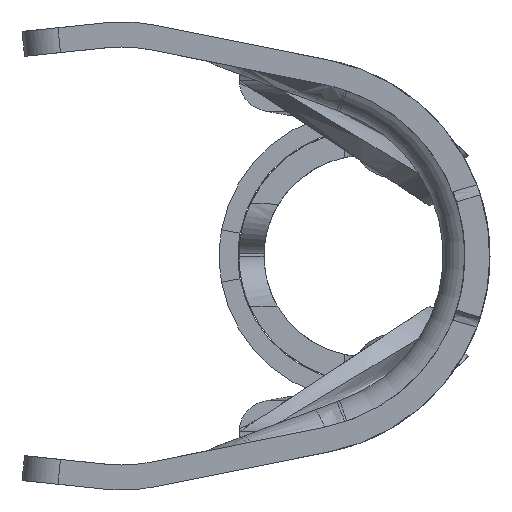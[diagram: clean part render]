
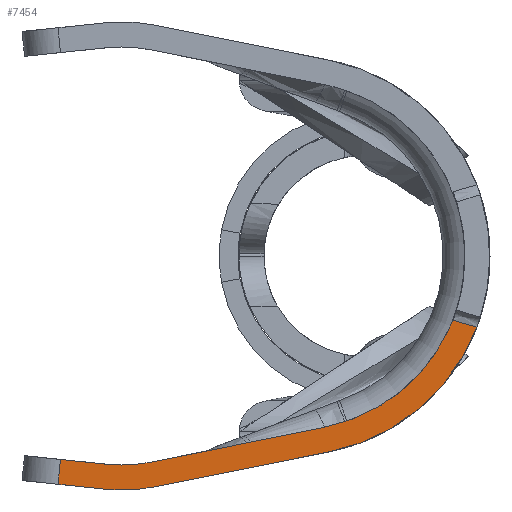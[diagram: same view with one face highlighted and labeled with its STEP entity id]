
A CAD part, left-side view. The second image highlights one B-rep face of the part: STEP entity #7454.
In plain terms, the highlighted planar face has unit normal (-0.999, 0.035, 0).
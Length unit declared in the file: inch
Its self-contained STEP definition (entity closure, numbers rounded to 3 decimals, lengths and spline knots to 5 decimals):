
#19 = EDGE_CURVE ( 'NONE', #16345, #14040, #8097, .T. ) ;
#38 = CARTESIAN_POINT ( 'NONE',  ( -1.97537, 0.03195, -0.13726 ) ) ;
#171 = VECTOR ( 'NONE', #209, 39.37008 ) ;
#173 = CARTESIAN_POINT ( 'NONE',  ( -1.97919, -0.07719, -0.05336 ) ) ;
#209 = DIRECTION ( 'NONE',  ( -0.035, -0.994, -0.104 ) ) ;
#363 = CARTESIAN_POINT ( 'NONE',  ( -1.96885, 0.21888, -0.18571 ) ) ;
#398 = CARTESIAN_POINT ( 'NONE',  ( -1.97018, 0.18083, -0.18755 ) ) ;
#645 = CARTESIAN_POINT ( 'NONE',  ( -1.97908, -0.07405, -0.042 ) ) ;
#664 = B_SPLINE_CURVE_WITH_KNOTS ( 'NONE', 3,
 ( #15194, #939, #7273, #13618 ),
 .UNSPECIFIED., .F., .F.,
 ( 4, 4 ),
 ( 0., 0.00026 ),
 .UNSPECIFIED. ) ;
#777 = CARTESIAN_POINT ( 'NONE',  ( -1.97052, 0.17088, -0.16515 ) ) ;
#921 = CARTESIAN_POINT ( 'NONE',  ( -1.97963, -0.09, -0.05701 ) ) ;
#939 = CARTESIAN_POINT ( 'NONE',  ( -1.97901, -0.07204, -0.04841 ) ) ;
#1206 = DIRECTION ( 'NONE',  ( 0.035, 0.999, 0. ) ) ;
#1723 = CARTESIAN_POINT ( 'NONE',  ( -1.97937, -0.08245, -0.05485 ) ) ;
#2197 = CARTESIAN_POINT ( 'NONE',  ( -1.97052, 0.17088, -0.16515 ) ) ;
#2202 = CARTESIAN_POINT ( 'NONE',  ( -1.97537, 0.03195, -0.13726 ) ) ;
#2534 = CARTESIAN_POINT ( 'NONE',  ( -1.97517, 0.03775, -0.15883 ) ) ;
#2574 = EDGE_CURVE ( 'NONE', #19299, #3872, #14615, .T. ) ;
#2757 = PLANE ( 'NONE',  #3047 ) ;
#3047 = AXIS2_PLACEMENT_3D ( 'NONE', #9101, #15465, #1206 ) ;
#3076 = VERTEX_POINT ( 'NONE', #16393 ) ;
#3241 = CARTESIAN_POINT ( 'NONE',  ( -1.97963, -0.09, -0.05701 ) ) ;
#3274 = CARTESIAN_POINT ( 'NONE',  ( -1.97954, -0.08732, -0.05624 ) ) ;
#3350 =( BOUNDED_CURVE ( )  B_SPLINE_CURVE ( 3, ( #14649, #398, #6729, #13069 ),
 .UNSPECIFIED., .F., .T. ) 
 B_SPLINE_CURVE_WITH_KNOTS ( ( 4, 4 ),
 ( 1.37268, 1.67508 ),
 .UNSPECIFIED. ) 
 CURVE ( )  GEOMETRIC_REPRESENTATION_ITEM ( )  RATIONAL_B_SPLINE_CURVE ( ( 1., 0.992, 0.992, 1. ) ) 
 REPRESENTATION_ITEM ( '' )  );
#3750 = CARTESIAN_POINT ( 'NONE',  ( -1.96926, 0.20699, -0.16685 ) ) ;
#3872 = VERTEX_POINT ( 'NONE', #7629 ) ;
#4213 = EDGE_CURVE ( 'NONE', #16345, #3872, #5887, .T. ) ;
#4661 = EDGE_CURVE ( 'NONE', #15496, #20127, #14231, .T. ) ;
#4777 = CARTESIAN_POINT ( 'NONE',  ( -1.96926, 0.20699, -0.16685 ) ) ;
#4823 = ORIENTED_EDGE ( 'NONE', *, *, #8599, .F. ) ;
#4941 = CARTESIAN_POINT ( 'NONE',  ( -1.97897, -0.07103, -0.05161 ) ) ;
#5425 = CARTESIAN_POINT ( 'NONE',  ( -1.96919, 0.20907, -0.18674 ) ) ;
#5887 = LINE ( 'NONE', #12223, #14710 ) ;
#6315 = DIRECTION ( 'NONE',  ( -0.034, -0.98, 0.197 ) ) ;
#6345 = B_SPLINE_CURVE_WITH_KNOTS ( 'NONE', 3,
 ( #11192, #17543, #3274, #9616, #15980, #1723, #8057, #14414, #173, #6502, #12844, #19221, #4941 ),
 .UNSPECIFIED., .F., .F.,
 ( 4, 3, 3, 3, 4 ),
 ( 0., 0.00011, 0.00025, 0.00038, 0.0005 ),
 .UNSPECIFIED. ) ;
#6502 = CARTESIAN_POINT ( 'NONE',  ( -1.97913, -0.07545, -0.05287 ) ) ;
#6645 = EDGE_CURVE ( 'NONE', #3076, #18025, #664, .T. ) ;
#6693 = DIRECTION ( 'NONE',  ( 0.035, 0.994, 0.104 ) ) ;
#6729 = CARTESIAN_POINT ( 'NONE',  ( -1.96968, 0.19498, -0.18821 ) ) ;
#6764 = EDGE_CURVE ( 'NONE', #20581, #19299, #3350, .T. ) ;
#7135 = VECTOR ( 'NONE', #6315, 39.37008 ) ;
#7254 = CARTESIAN_POINT ( 'NONE',  ( -1.97893, -0.06998, -0.10951 ) ) ;
#7273 = CARTESIAN_POINT ( 'NONE',  ( -1.97904, -0.07304, -0.0452 ) ) ;
#7454 = ADVANCED_FACE ( 'NONE', ( #17020 ), #2757, .F. ) ;
#7629 = CARTESIAN_POINT ( 'NONE',  ( -1.96791, 0.2457, -0.18291 ) ) ;
#8057 = CARTESIAN_POINT ( 'NONE',  ( -1.97931, -0.08068, -0.05435 ) ) ;
#8097 = LINE ( 'NONE', #14457, #171 ) ;
#8240 = EDGE_CURVE ( 'NONE', #14785, #3076, #6345, .T. ) ;
#8409 = VERTEX_POINT ( 'NONE', #13575 ) ;
#8540 = CARTESIAN_POINT ( 'NONE',  ( -1.97717, -0.0194, -0.12696 ) ) ;
#8582 = ORIENTED_EDGE ( 'NONE', *, *, #18569, .F. ) ;
#8599 = EDGE_CURVE ( 'NONE', #14040, #15496, #10409, .T. ) ;
#8872 = DIRECTION ( 'NONE',  ( 0.034, 0.98, -0.197 ) ) ;
#9101 = CARTESIAN_POINT ( 'NONE',  ( -1.9669, 0.2745, -0.1875 ) ) ;
#9244 = EDGE_CURVE ( 'NONE', #14785, #8409, #12519, .T. ) ;
#9616 = CARTESIAN_POINT ( 'NONE',  ( -1.97949, -0.08599, -0.05586 ) ) ;
#10090 = CARTESIAN_POINT ( 'NONE',  ( -1.96968, 0.19492, -0.16811 ) ) ;
#10409 =( BOUNDED_CURVE ( )  B_SPLINE_CURVE ( 3, ( #3750, #10090, #16459, #2197 ),
 .UNSPECIFIED., .F., .T. ) 
 B_SPLINE_CURVE_WITH_KNOTS ( ( 4, 4 ),
 ( 4.6081, 4.9105 ),
 .UNSPECIFIED. ) 
 CURVE ( )  GEOMETRIC_REPRESENTATION_ITEM ( )  RATIONAL_B_SPLINE_CURVE ( ( 1., 0.992, 0.992, 1. ) ) 
 REPRESENTATION_ITEM ( '' )  );
#10507 = EDGE_CURVE ( 'NONE', #8409, #20581, #16793, .T. ) ;
#10968 = ORIENTED_EDGE ( 'NONE', *, *, #19, .F. ) ;
#11171 = ORIENTED_EDGE ( 'NONE', *, *, #10507, .F. ) ;
#11192 = CARTESIAN_POINT ( 'NONE',  ( -1.97963, -0.09, -0.05701 ) ) ;
#11371 = ORIENTED_EDGE ( 'NONE', *, *, #6764, .F. ) ;
#11480 = ORIENTED_EDGE ( 'NONE', *, *, #2574, .F. ) ;
#12223 = CARTESIAN_POINT ( 'NONE',  ( -1.96788, 0.24649, -0.19044 ) ) ;
#12519 =( BOUNDED_CURVE ( )  B_SPLINE_CURVE ( 3, ( #921, #7254, #13600, #19971 ),
 .UNSPECIFIED., .F., .F. ) 
 B_SPLINE_CURVE_WITH_KNOTS ( ( 4, 4 ),
 ( 0.36432, 1.37268 ),
 .UNSPECIFIED. ) 
 CURVE ( )  GEOMETRIC_REPRESENTATION_ITEM ( )  RATIONAL_B_SPLINE_CURVE ( ( 1., 0.917, 0.917, 1. ) ) 
 REPRESENTATION_ITEM ( '' )  );
#12844 = CARTESIAN_POINT ( 'NONE',  ( -1.97907, -0.07398, -0.05245 ) ) ;
#13069 = CARTESIAN_POINT ( 'NONE',  ( -1.96919, 0.20907, -0.18674 ) ) ;
#13575 = CARTESIAN_POINT ( 'NONE',  ( -1.97551, 0.02801, -0.15687 ) ) ;
#13600 = CARTESIAN_POINT ( 'NONE',  ( -1.97744, -0.02708, -0.14581 ) ) ;
#13618 = CARTESIAN_POINT ( 'NONE',  ( -1.97908, -0.07405, -0.042 ) ) ;
#13885 = VECTOR ( 'NONE', #6693, 39.37008 ) ;
#13888 = ORIENTED_EDGE ( 'NONE', *, *, #6645, .T. ) ;
#14040 = VERTEX_POINT ( 'NONE', #4777 ) ;
#14231 = LINE ( 'NONE', #20597, #7135 ) ;
#14414 = CARTESIAN_POINT ( 'NONE',  ( -1.97925, -0.07894, -0.05385 ) ) ;
#14457 = CARTESIAN_POINT ( 'NONE',  ( -1.96664, 0.28215, -0.15898 ) ) ;
#14615 = LINE ( 'NONE', #363, #13885 ) ;
#14649 = CARTESIAN_POINT ( 'NONE',  ( -1.97066, 0.16695, -0.18476 ) ) ;
#14710 = VECTOR ( 'NONE', #18604, 39.37008 ) ;
#14785 = VERTEX_POINT ( 'NONE', #3241 ) ;
#14898 = CARTESIAN_POINT ( 'NONE',  ( -1.97853, -0.05834, -0.09195 ) ) ;
#15194 = CARTESIAN_POINT ( 'NONE',  ( -1.97897, -0.07103, -0.05161 ) ) ;
#15465 = DIRECTION ( 'NONE',  ( 0.999, -0.035, 0. ) ) ;
#15496 = VERTEX_POINT ( 'NONE', #777 ) ;
#15706 = ORIENTED_EDGE ( 'NONE', *, *, #8240, .T. ) ;
#15980 = CARTESIAN_POINT ( 'NONE',  ( -1.97943, -0.08422, -0.05536 ) ) ;
#16003 = ORIENTED_EDGE ( 'NONE', *, *, #4661, .F. ) ;
#16046 = EDGE_LOOP ( 'NONE', ( #18941, #15706, #13888, #8582, #16003, #4823, #10968, #18049, #11480, #11371, #11171 ) ) ;
#16345 = VERTEX_POINT ( 'NONE', #20395 ) ;
#16393 = CARTESIAN_POINT ( 'NONE',  ( -1.97897, -0.07103, -0.05161 ) ) ;
#16459 = CARTESIAN_POINT ( 'NONE',  ( -1.97011, 0.18279, -0.16754 ) ) ;
#16793 = LINE ( 'NONE', #2534, #18663 ) ;
#17020 = FACE_OUTER_BOUND ( 'NONE', #16046, .T. ) ;
#17543 = CARTESIAN_POINT ( 'NONE',  ( -1.97959, -0.08866, -0.05663 ) ) ;
#17668 = CARTESIAN_POINT ( 'NONE',  ( -1.97066, 0.16695, -0.18476 ) ) ;
#18025 = VERTEX_POINT ( 'NONE', #18065 ) ;
#18049 = ORIENTED_EDGE ( 'NONE', *, *, #4213, .T. ) ;
#18065 = CARTESIAN_POINT ( 'NONE',  ( -1.97908, -0.07405, -0.042 ) ) ;
#18569 = EDGE_CURVE ( 'NONE', #20127, #18025, #19480, .T. ) ;
#18604 = DIRECTION ( 'NONE',  ( 0.004, 0.104, -0.995 ) ) ;
#18663 = VECTOR ( 'NONE', #8872, 39.37008 ) ;
#18941 = ORIENTED_EDGE ( 'NONE', *, *, #9244, .F. ) ;
#19221 = CARTESIAN_POINT ( 'NONE',  ( -1.97902, -0.0725, -0.05203 ) ) ;
#19299 = VERTEX_POINT ( 'NONE', #5425 ) ;
#19480 =( BOUNDED_CURVE ( )  B_SPLINE_CURVE ( 3, ( #2202, #8540, #14898, #645 ),
 .UNSPECIFIED., .F., .T. ) 
 B_SPLINE_CURVE_WITH_KNOTS ( ( 4, 4 ),
 ( 4.9105, 5.97849 ),
 .UNSPECIFIED. ) 
 CURVE ( )  GEOMETRIC_REPRESENTATION_ITEM ( )  RATIONAL_B_SPLINE_CURVE ( ( 1., 0.907, 0.907, 1. ) ) 
 REPRESENTATION_ITEM ( '' )  );
#19971 = CARTESIAN_POINT ( 'NONE',  ( -1.97551, 0.02801, -0.15687 ) ) ;
#20127 = VERTEX_POINT ( 'NONE', #38 ) ;
#20395 = CARTESIAN_POINT ( 'NONE',  ( -1.96798, 0.24362, -0.16301 ) ) ;
#20581 = VERTEX_POINT ( 'NONE', #17668 ) ;
#20597 = CARTESIAN_POINT ( 'NONE',  ( -1.97503, 0.04168, -0.13922 ) ) ;
